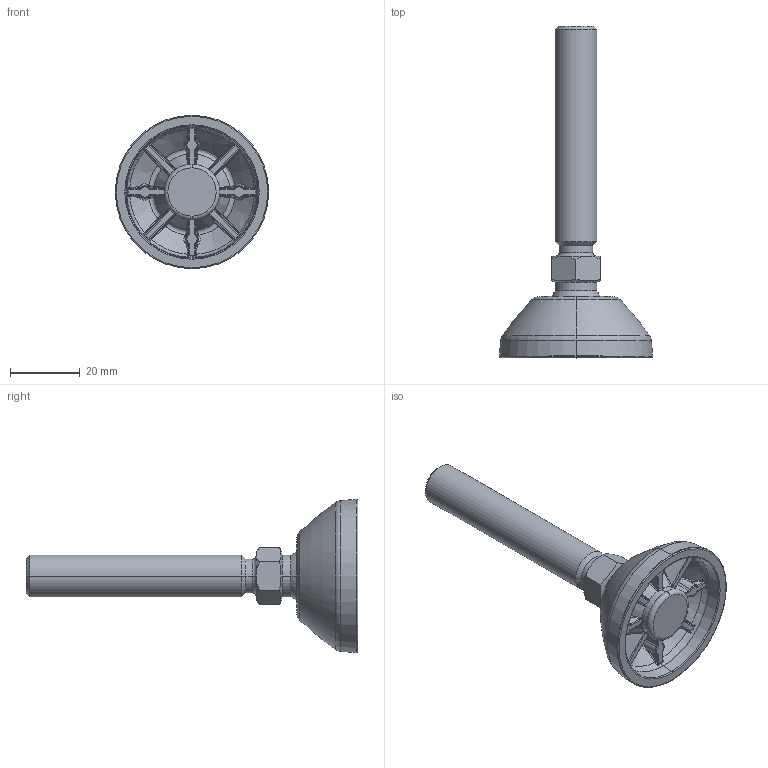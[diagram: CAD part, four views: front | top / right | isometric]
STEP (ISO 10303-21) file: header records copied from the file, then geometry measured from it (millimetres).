
FILE_DESCRIPTION (( 'STEP AP214' ), '1' );
FILE_NAME ('9D045K12066M.STEP', '2014-09-15T13:09:08', ( '' ), ( '' ), 'SwSTEP 2.0', 'SolidWorks 2014', '' );
FILE_SCHEMA (( 'AUTOMOTIVE_DESIGN' ));
Length unit declared in the file: millimetre
Products named in the file (3): 098dm12020m-Tab_098 dm 16 066; 098D045K_098D045K; 9D045K12066M
Assembly tree (2 placements, depth 2):
  9D045K12066M
    098D045K_098D045K
    098dm12020m-Tab_098 dm 16 066
Bounding box: 44 x 95.2 x 44 mm (x, y, z)
Volume: 21340.2 mm3; surface area: 10019.8 mm2
Topology: 2 solids, 2 shells, 377 faces, 911 edges, 523 vertices
Faces by surface type: bspline 192, torus 54, plane 49, cone 44, cylinder 34, sphere 4
Entity records: 14254 total; most frequent: CARTESIAN_POINT 6938, ORIENTED_EDGE 1764, DIRECTION 1184, EDGE_CURVE 882, AXIS2_PLACEMENT_3D 550, VERTEX_POINT 516, B_SPLINE_CURVE_WITH_KNOTS 438, EDGE_LOOP 384
